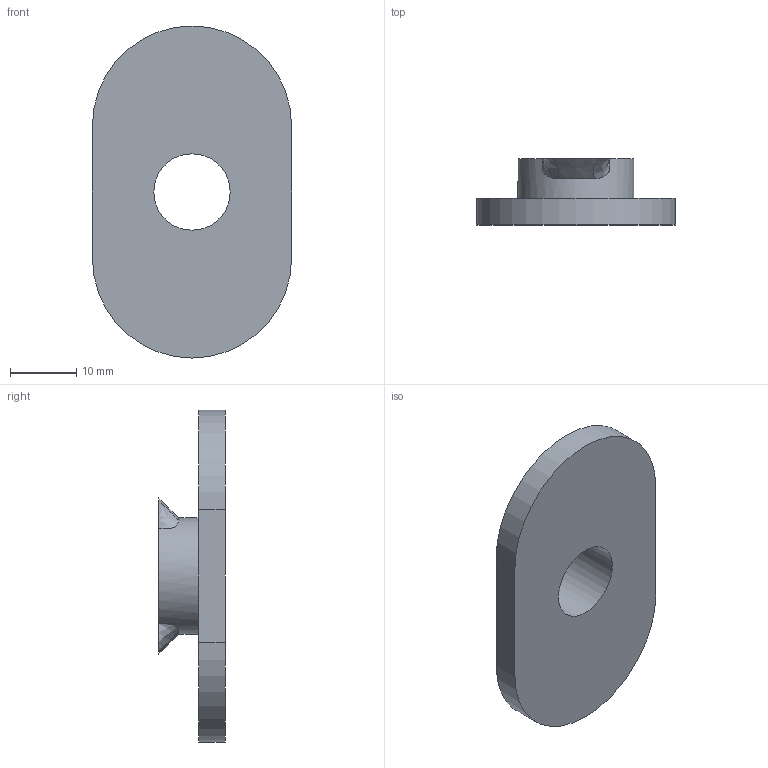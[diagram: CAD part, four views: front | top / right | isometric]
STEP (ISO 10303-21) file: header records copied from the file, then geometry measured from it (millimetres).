
FILE_DESCRIPTION(/* description */ (''),/* implementation_level */ '2;1');
FILE_NAME(/* name */ 'Fastener for 70mm width.step',/* time_stamp */ '2017-03-01T20:22:16+01:00',/* author */ ('Rubén'),/* organization */ (''),/* preprocessor_version */ 'ST-DEVELOPER v15.2',/* originating_system */ 'Autodesk Inventor 2014',/* authorisation */ '');
FILE_SCHEMA (('AUTOMOTIVE_DESIGN { 1 0 10303 214 3 1 1 }'));
Length unit declared in the file: millimetre
Products named in the file (1): Fastener for 70mm width
Bounding box: 30 x 10 x 50 mm (x, y, z)
Volume: 5714.8 mm3; surface area: 3732.8 mm2
Topology: 1 solids, 1 shells, 15 faces, 41 edges, 29 vertices
Faces by surface type: plane 5, bspline 4, cylinder 4, cone 2
Full cylindrical faces by diameter (mm): 11.5 x1, 17.5 x1
Entity records: 772 total; most frequent: CARTESIAN_POINT 403, ORIENTED_EDGE 74, DIRECTION 62, EDGE_CURVE 37, VERTEX_POINT 27, AXIS2_PLACEMENT_3D 25, EDGE_LOOP 20, ADVANCED_FACE 15
